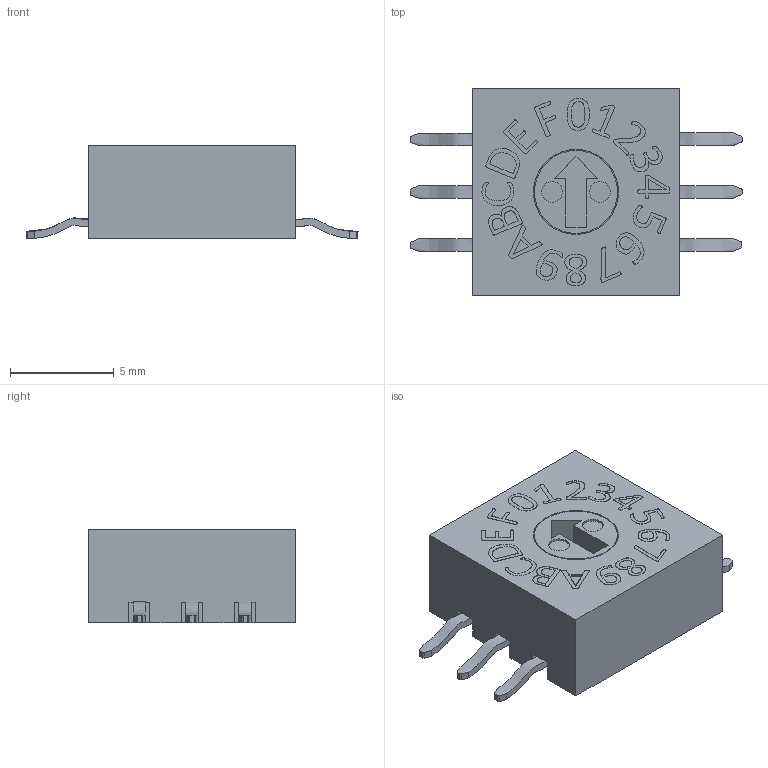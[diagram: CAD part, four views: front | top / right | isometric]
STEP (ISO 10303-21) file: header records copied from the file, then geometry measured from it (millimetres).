
FILE_DESCRIPTION(/* description */ ('FreeCAD Model'),/* implementation_level */ '2;1');
FILE_NAME(/* name */ '8421C-smt.stp',/* time_stamp */ '2023-01-29T18:02:03+01:00',/* author */ ('krzys'),/* organization */ (''),/* preprocessor_version */ 'ST-DEVELOPER v19',/* originating_system */ 'Autodesk Inventor 2023',/* authorisation */ 'Unknown');
FILE_SCHEMA (('AUTOMOTIVE_DESIGN { 1 0 10303 214 3 1 1 }'));
Length unit declared in the file: millimetre
Products named in the file (32): 8421C-smt; Main; Extrude4; Extrude5; Extrude6; Extrude9; ExtrudeA; Circle; Rotary; Leg4; LegC1; Leg1; Extrude8; Extrude7; ExtrudeB; ExtrudeC; ExtrudeD; ExtrudeF; Extrude2; Extrude1; ExtrudeE; Extrude0; Extrude3; ExtrudePin8; ExtrudePin1; ExtrudePinC1; ExtrudePinC2; ExtrudePin4; ExtrudePin2; Leg2; LegC2; Leg8
Assembly tree (31 placements, depth 2):
  8421C-smt
    Main
    Extrude4
    Extrude5
    Extrude6
    Extrude9
    ExtrudeA
    Circle
    Rotary
    Leg4
    LegC1
    Leg1
    Extrude8
    Extrude7
    ExtrudeB
    ExtrudeC
    ExtrudeD
    ExtrudeF
    Extrude2
    Extrude1
    ExtrudeE
    Extrude0
    Extrude3
    ExtrudePin8
    ExtrudePin1
    ExtrudePinC1
    ExtrudePinC2
    ExtrudePin4
    ExtrudePin2
    Leg2
    LegC2
    Leg8
Bounding box: 16.01 x 10 x 4.51 mm (x, y, z)
Volume: 438.6 mm3; surface area: 568 mm2
Topology: 30 solids, 30 shells, 1154 faces, 3262 edges, 2175 vertices
Faces by surface type: bspline 906, plane 241, cylinder 7
Full cylindrical faces by diameter (mm): 1 x3, 4 x1, 4.1 x1
Entity records: 42771 total; most frequent: CARTESIAN_POINT 17727, ORIENTED_EDGE 6522, EDGE_CURVE 3261, VERTEX_POINT 2174, DIRECTION 2059, B_SPLINE_CURVE_WITH_KNOTS 1850, LINE 1387, VECTOR 1387
